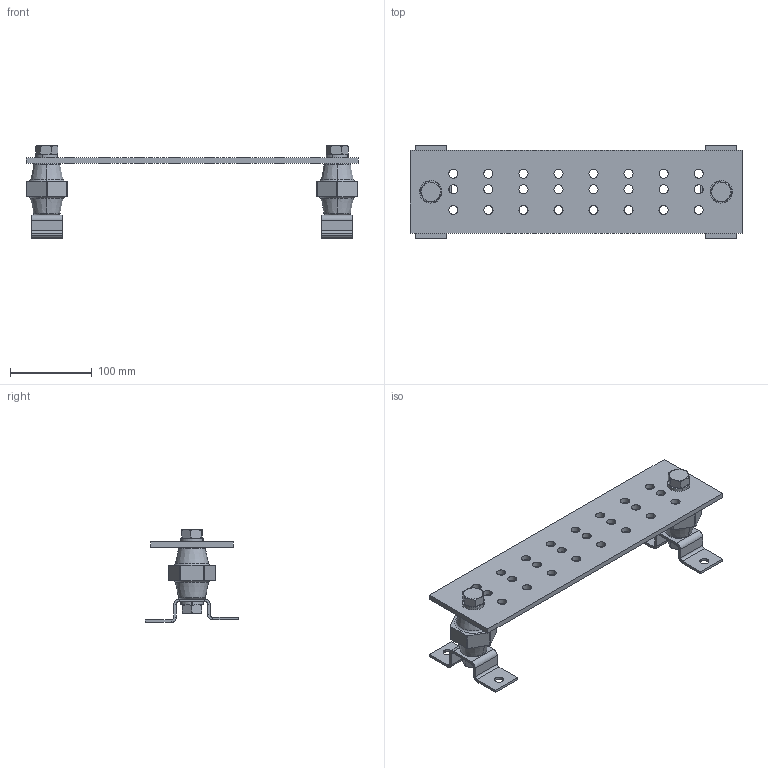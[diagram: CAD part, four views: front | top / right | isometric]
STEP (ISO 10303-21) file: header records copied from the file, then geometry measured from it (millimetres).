
FILE_DESCRIPTION (( 'STEP AP214' ), '1' );
FILE_NAME ('SCGB-7KT.STEP', '2019-09-13T14:12:45', ( '' ), ( '' ), 'SwSTEP 2.0', 'SolidWorks 2019', '' );
FILE_SCHEMA (( 'AUTOMOTIVE_DESIGN' ));
Length unit declared in the file: inch
Products named in the file (8): BOLT .625-11x1.00; 5263-S8; SCGB-7; SCGB-7KT; 625 bracket assy; .625 LWASHER; SCBKT-2
Assembly tree (15 placements, depth 3):
  SCGB-7KT
    SCGB-7
    625 bracket assy
      SCBKT-2
      5263-S8
      .625 LWASHER  x2
      BOLT .625-11x1.00  x2
    625 bracket assy
      SCBKT-2
      5263-S8
      .625 LWASHER  x2
      BOLT .625-11x1.00  x2
Bounding box: 406.4 x 114.3 x 113.49 mm (x, y, z)
Volume: 492593.8 mm3; surface area: 158335.5 mm2
Topology: 13 solids, 13 shells, 324 faces, 754 edges, 468 vertices
Faces by surface type: plane 142, cylinder 134, torus 16, cone 16, bspline 16
Entity records: 5787 total; most frequent: CARTESIAN_POINT 1293, DIRECTION 953, ORIENTED_EDGE 802, EDGE_CURVE 401, AXIS2_PLACEMENT_3D 384, VERTEX_POINT 252, EDGE_LOOP 227, CIRCLE 204
